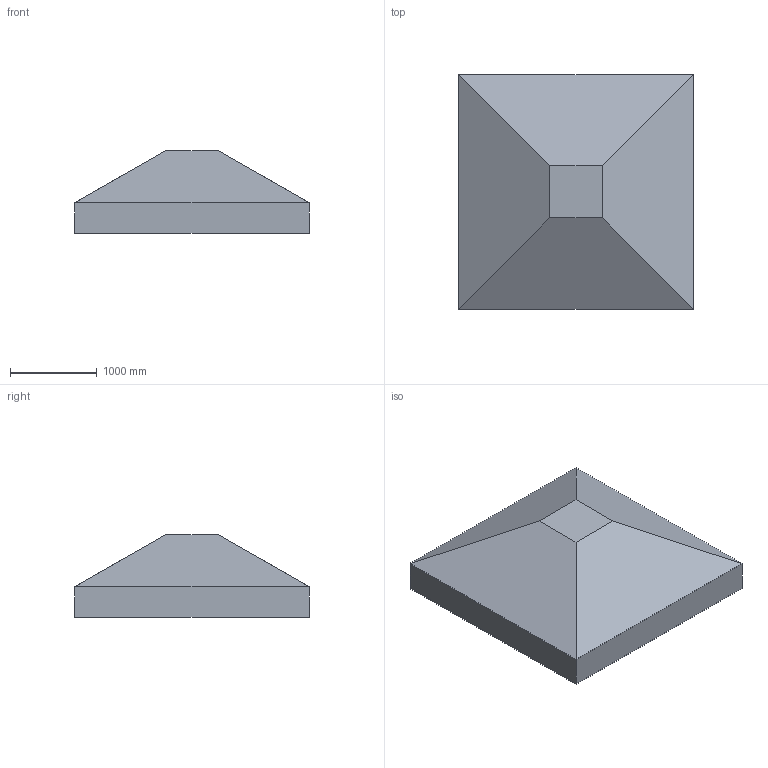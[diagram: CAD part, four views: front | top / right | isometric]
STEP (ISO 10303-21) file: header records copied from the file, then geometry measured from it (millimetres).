
FILE_DESCRIPTION(('FreeCAD Model'),'2;1');
FILE_NAME('Footing.step','2016-12-07T15:51:07',('Author'),(''), 'Open CASCADE STEP processor 6.8','FreeCAD','Unknown');
FILE_SCHEMA(('AUTOMOTIVE_DESIGN_CC2 { 1 2 10303 214 -1 1 5 4 }'));
Length unit declared in the file: millimetre
Products named in the file (2): ASSEMBLY; Footing
Assembly tree (1 placements, depth 2):
  ASSEMBLY
    Footing
Bounding box: 2700 x 2700 x 950 mm (x, y, z)
Volume: 4405500000 mm3; surface area: 19411635.2 mm2
Topology: 1 solids, 1 shells, 10 faces, 20 edges, 12 vertices
Faces by surface type: plane 6, bspline 4
Entity records: 543 total; most frequent: CARTESIAN_POINT 104, DIRECTION 68, LINE 52, VECTOR 52, ORIENTED_EDGE 40, PCURVE 40, DEFINITIONAL_REPRESENTATION 40, EDGE_CURVE 20
